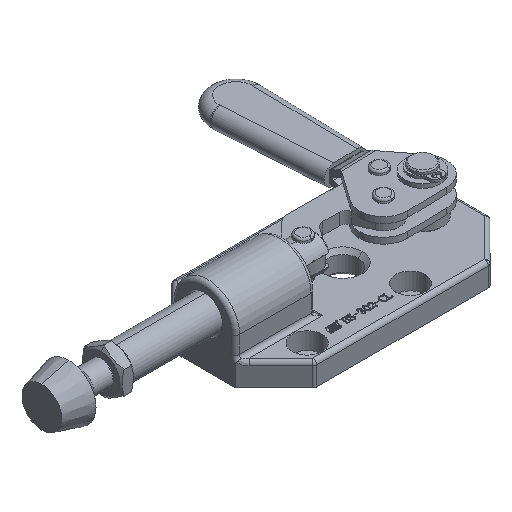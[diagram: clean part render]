
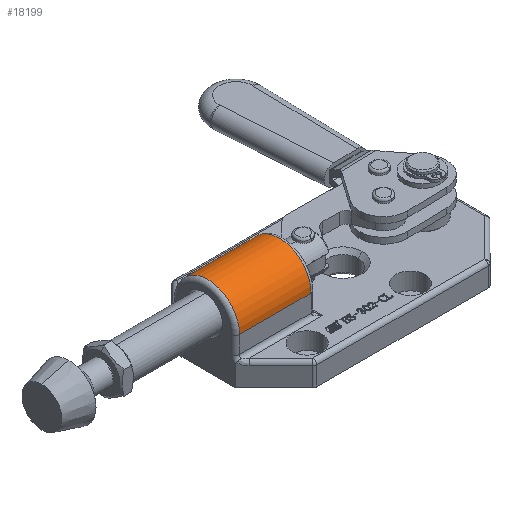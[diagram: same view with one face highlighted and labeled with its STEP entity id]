
A CAD part, isometric view. The second image highlights one B-rep face of the part: STEP entity #18199.
In plain terms, the highlighted cylindrical face has radius 8 mm (diameter 16.001 mm), a partial arc.
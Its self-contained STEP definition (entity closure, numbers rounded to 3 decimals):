
#2615 = AXIS2_PLACEMENT_3D ( 'NONE', #8503, #8502, #8495 ) ;
#4485 = CARTESIAN_POINT ( 'NONE',  ( -31., 0., 11.15 ) ) ;
#4486 = DIRECTION ( 'NONE',  ( 1., 0., 0. ) ) ;
#4487 = DIRECTION ( 'NONE',  ( 0., 1., 0. ) ) ;
#4509 = CARTESIAN_POINT ( 'NONE',  ( -13., 0., 11.15 ) ) ;
#4510 = DIRECTION ( 'NONE',  ( -1., 0., 0. ) ) ;
#4511 = DIRECTION ( 'NONE',  ( 0., -1., 0. ) ) ;
#4514 = CARTESIAN_POINT ( 'NONE',  ( -12., 8., 11.226 ) ) ;
#4515 = DIRECTION ( 'NONE',  ( -1., 0., 0. ) ) ;
#4530 = CARTESIAN_POINT ( 'NONE',  ( -12., -8., 11.15 ) ) ;
#4531 = DIRECTION ( 'NONE',  ( -1., 0., 0. ) ) ;
#8495 = DIRECTION ( 'NONE',  ( 0., -1., 0. ) ) ;
#8502 = DIRECTION ( 'NONE',  ( -1., 0., 0. ) ) ;
#8503 = CARTESIAN_POINT ( 'NONE',  ( -12., 0., 11.15 ) ) ;
#11006 = AXIS2_PLACEMENT_3D ( 'NONE', #4509, #4510, #4511 ) ;
#11008 = AXIS2_PLACEMENT_3D ( 'NONE', #4485, #4486, #4487 ) ;
#12791 = EDGE_LOOP ( 'NONE', ( #20178, #20244, #20577, #20559 ) ) ;
#13387 = VERTEX_POINT ( 'NONE', #27025 ) ;
#13392 = VERTEX_POINT ( 'NONE', #27024 ) ;
#13394 = VERTEX_POINT ( 'NONE', #27027 ) ;
#13703 = VERTEX_POINT ( 'NONE', #27177 ) ;
#18199 = ADVANCED_FACE ( 'NONE', ( #22140 ), #22081, .T. ) ;
#19479 = LINE ( 'NONE', #4530, #19540 ) ;
#19540 = VECTOR ( 'NONE', #4531, 1000. ) ;
#19693 = LINE ( 'NONE', #4514, #19741 ) ;
#19741 = VECTOR ( 'NONE', #4515, 1000. ) ;
#19748 = CIRCLE ( 'NONE', #11006, 8. ) ;
#19753 = CIRCLE ( 'NONE', #11008, 8. ) ;
#20178 = ORIENTED_EDGE ( 'NONE', *, *, #23762, .F. ) ;
#20244 = ORIENTED_EDGE ( 'NONE', *, *, #23751, .T. ) ;
#20559 = ORIENTED_EDGE ( 'NONE', *, *, #23744, .T. ) ;
#20577 = ORIENTED_EDGE ( 'NONE', *, *, #23754, .T. ) ;
#22081 = CYLINDRICAL_SURFACE ( 'NONE', #2615, 8. ) ;
#22140 = FACE_OUTER_BOUND ( 'NONE', #12791, .T. ) ;
#23744 = EDGE_CURVE ( 'NONE', #13394, #13392, #19753, .T. ) ;
#23751 = EDGE_CURVE ( 'NONE', #13387, #13703, #19748, .T. ) ;
#23754 = EDGE_CURVE ( 'NONE', #13703, #13394, #19693, .T. ) ;
#23762 = EDGE_CURVE ( 'NONE', #13387, #13392, #19479, .T. ) ;
#27024 = CARTESIAN_POINT ( 'NONE',  ( -31., -8., 11.15 ) ) ;
#27025 = CARTESIAN_POINT ( 'NONE',  ( -13., -8., 11.15 ) ) ;
#27027 = CARTESIAN_POINT ( 'NONE',  ( -31., 8., 11.226 ) ) ;
#27177 = CARTESIAN_POINT ( 'NONE',  ( -13., 8., 11.226 ) ) ;
